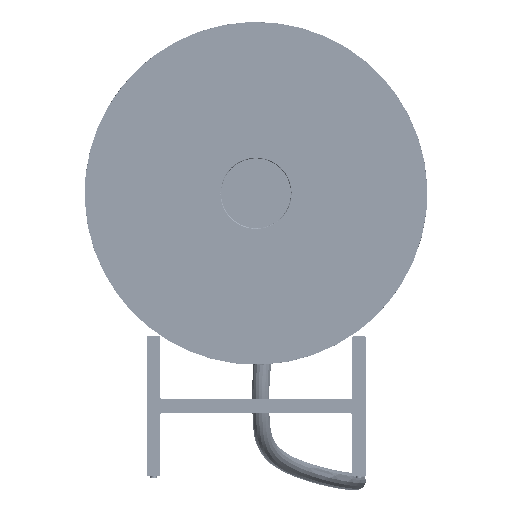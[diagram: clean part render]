
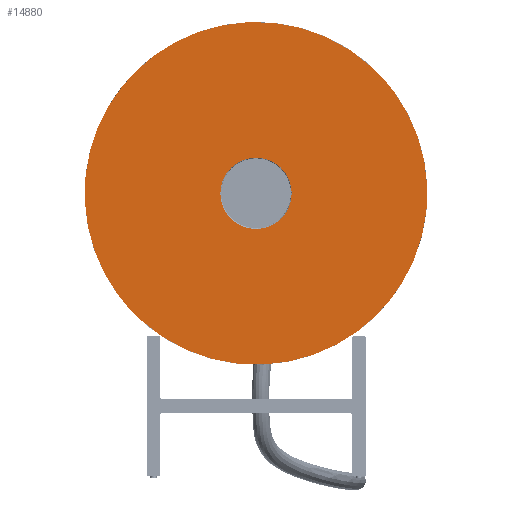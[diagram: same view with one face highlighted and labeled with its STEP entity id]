
A CAD part, front view. The second image highlights one B-rep face of the part: STEP entity #14880.
In plain terms, the highlighted planar face has unit normal (0, -1, 0).
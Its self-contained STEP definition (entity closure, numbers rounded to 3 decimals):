
#585=FACE_BOUND('',#16797,.T.);
#14880=ADVANCED_FACE('',(#15837,#585),#35338,.T.);
#15837=FACE_OUTER_BOUND('',#16796,.T.);
#16796=EDGE_LOOP('',(#17869,#17870));
#16797=EDGE_LOOP('',(#17871,#17872));
#17869=ORIENTED_EDGE('',*,*,#23310,.T.);
#17870=ORIENTED_EDGE('',*,*,#23326,.T.);
#17871=ORIENTED_EDGE('',*,*,#23333,.F.);
#17872=ORIENTED_EDGE('',*,*,#23321,.F.);
#23310=EDGE_CURVE('',#30205,#30214,#28558,.T.);
#23321=EDGE_CURVE('',#30210,#30218,#28566,.T.);
#23326=EDGE_CURVE('',#30214,#30205,#28569,.T.);
#23333=EDGE_CURVE('',#30218,#30210,#28575,.T.);
#28558=(
BOUNDED_CURVE()
B_SPLINE_CURVE(2,(#41112,#41113,#41114,#41115,#41116),.UNSPECIFIED.,.F.,
 .F.)
B_SPLINE_CURVE_WITH_KNOTS((3,2,3),(0.,78.54,157.08),
 .UNSPECIFIED.)
CURVE()
GEOMETRIC_REPRESENTATION_ITEM()
RATIONAL_B_SPLINE_CURVE((1.,0.707,1.,0.707,1.))
REPRESENTATION_ITEM('')
);
#28566=(
BOUNDED_CURVE()
B_SPLINE_CURVE(2,(#41153,#41154,#41155,#41156,#41157),.UNSPECIFIED.,.F.,
 .F.)
B_SPLINE_CURVE_WITH_KNOTS((3,2,3),(0.,16.322,32.644),
 .UNSPECIFIED.)
CURVE()
GEOMETRIC_REPRESENTATION_ITEM()
RATIONAL_B_SPLINE_CURVE((1.,0.707,1.,0.707,1.))
REPRESENTATION_ITEM('')
);
#28569=(
BOUNDED_CURVE()
B_SPLINE_CURVE(2,(#41172,#41173,#41174,#41175,#41176),.UNSPECIFIED.,.F.,
 .F.)
B_SPLINE_CURVE_WITH_KNOTS((3,2,3),(157.08,235.619,314.159),
 .UNSPECIFIED.)
CURVE()
GEOMETRIC_REPRESENTATION_ITEM()
RATIONAL_B_SPLINE_CURVE((1.,0.707,1.,0.707,1.))
REPRESENTATION_ITEM('')
);
#28575=(
BOUNDED_CURVE()
B_SPLINE_CURVE(2,(#41199,#41200,#41201,#41202,#41203),.UNSPECIFIED.,.F.,
 .F.)
B_SPLINE_CURVE_WITH_KNOTS((3,2,3),(32.644,48.967,65.289),
 .UNSPECIFIED.)
CURVE()
GEOMETRIC_REPRESENTATION_ITEM()
RATIONAL_B_SPLINE_CURVE((1.,0.707,1.,0.707,1.))
REPRESENTATION_ITEM('')
);
#30205=VERTEX_POINT('',#41098);
#30210=VERTEX_POINT('',#41103);
#30214=VERTEX_POINT('',#41107);
#30218=VERTEX_POINT('',#41111);
#35338=PLANE('',#35873);
#35873=AXIS2_PLACEMENT_3D('',#41051,#36064,$);
#36064=DIRECTION('',(0.,-1.,0.));
#41051=CARTESIAN_POINT('',(-101.634,-272.222,78.972));
#41098=CARTESIAN_POINT('',(4.472,-272.222,118.26));
#41103=CARTESIAN_POINT('',(-36.63,-272.222,74.014));
#41107=CARTESIAN_POINT('',(-63.588,-272.222,44.995));
#41111=CARTESIAN_POINT('',(-22.486,-272.222,89.241));
#41112=CARTESIAN_POINT('',(4.472,-272.222,118.26));
#41113=CARTESIAN_POINT('',(-32.161,-272.222,152.29));
#41114=CARTESIAN_POINT('',(-66.191,-272.222,115.657));
#41115=CARTESIAN_POINT('',(-100.221,-272.222,79.024));
#41116=CARTESIAN_POINT('',(-63.588,-272.222,44.995));
#41153=CARTESIAN_POINT('',(-36.63,-272.222,74.014));
#41154=CARTESIAN_POINT('',(-29.017,-272.222,66.942));
#41155=CARTESIAN_POINT('',(-21.945,-272.222,74.555));
#41156=CARTESIAN_POINT('',(-14.872,-272.222,82.168));
#41157=CARTESIAN_POINT('',(-22.486,-272.222,89.241));
#41172=CARTESIAN_POINT('',(-63.588,-272.222,44.995));
#41173=CARTESIAN_POINT('',(-26.955,-272.222,10.965));
#41174=CARTESIAN_POINT('',(7.075,-272.222,47.598));
#41175=CARTESIAN_POINT('',(41.105,-272.222,84.231));
#41176=CARTESIAN_POINT('',(4.472,-272.222,118.26));
#41199=CARTESIAN_POINT('',(-22.486,-272.222,89.241));
#41200=CARTESIAN_POINT('',(-30.099,-272.222,96.313));
#41201=CARTESIAN_POINT('',(-37.171,-272.222,88.7));
#41202=CARTESIAN_POINT('',(-44.244,-272.222,81.086));
#41203=CARTESIAN_POINT('',(-36.63,-272.222,74.014));
